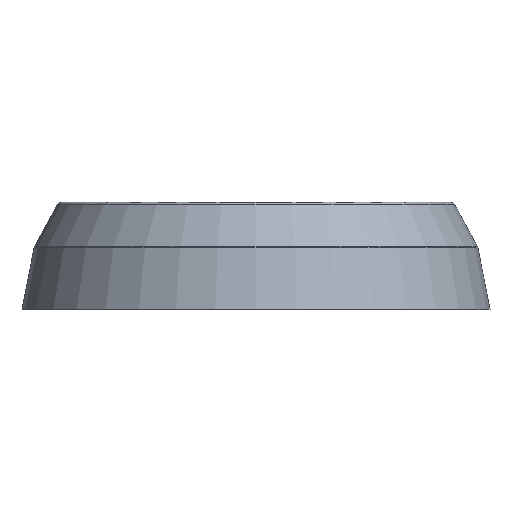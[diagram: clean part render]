
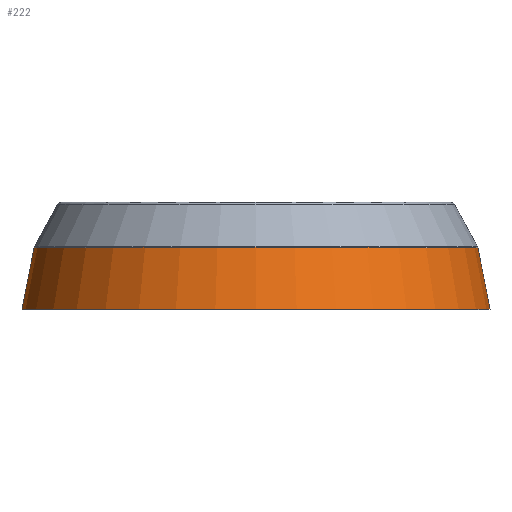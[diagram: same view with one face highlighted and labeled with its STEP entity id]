
A CAD part, top view. The second image highlights one B-rep face of the part: STEP entity #222.
In plain terms, the highlighted conical face has half-angle 11.094 degrees and reference radius 56.015 mm.
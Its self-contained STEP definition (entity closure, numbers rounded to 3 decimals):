
#37=FACE_BOUND('',#97,.T.);
#63=FACE_OUTER_BOUND('',#96,.T.);
#96=EDGE_LOOP('',(#191));
#97=EDGE_LOOP('',(#192));
#120=CIRCLE('',#266,54.53);
#121=CIRCLE('',#268,57.5);
#139=VERTEX_POINT('',#400);
#140=VERTEX_POINT('',#403);
#158=EDGE_CURVE('',#139,#139,#120,.T.);
#159=EDGE_CURVE('',#140,#140,#121,.T.);
#191=ORIENTED_EDGE('',*,*,#159,.F.);
#192=ORIENTED_EDGE('',*,*,#158,.T.);
#204=CONICAL_SURFACE('',#267,56.015,11.094);
#222=ADVANCED_FACE('',(#63,#37),#204,.T.);
#266=AXIS2_PLACEMENT_3D('',#401,#340,#341);
#267=AXIS2_PLACEMENT_3D('',#402,#342,#343);
#268=AXIS2_PLACEMENT_3D('',#404,#344,#345);
#340=DIRECTION('center_axis',(0.,-1.,0.));
#341=DIRECTION('ref_axis',(1.,0.,0.));
#342=DIRECTION('center_axis',(0.,-1.,0.));
#343=DIRECTION('ref_axis',(1.,0.,0.));
#344=DIRECTION('center_axis',(0.,-1.,0.));
#345=DIRECTION('ref_axis',(1.,0.,0.));
#400=CARTESIAN_POINT('',(54.53,15.149,0.));
#401=CARTESIAN_POINT('Origin',(0.,15.149,0.));
#402=CARTESIAN_POINT('Origin',(0.,7.574,0.));
#403=CARTESIAN_POINT('',(57.5,0.,0.));
#404=CARTESIAN_POINT('Origin',(0.,0.,0.));
